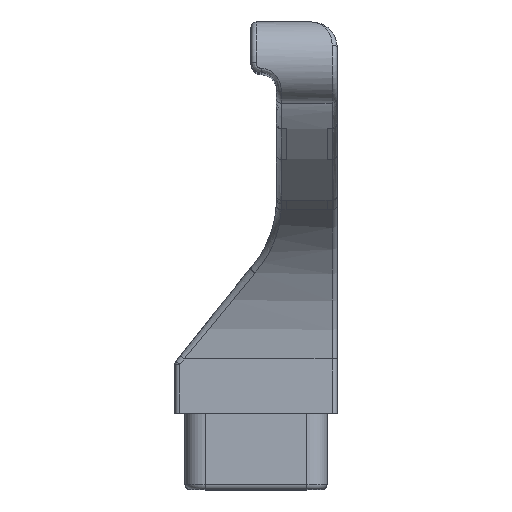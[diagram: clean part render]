
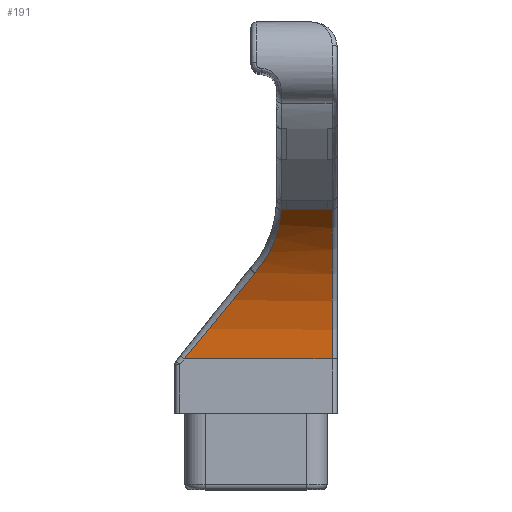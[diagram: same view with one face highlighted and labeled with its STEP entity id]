
A CAD part, top view. The second image highlights one B-rep face of the part: STEP entity #191.
In plain terms, the highlighted cylindrical face has radius 35 mm (diameter 70 mm), a partial arc.
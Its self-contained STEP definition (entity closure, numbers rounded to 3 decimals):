
#24 = CARTESIAN_POINT ( 'NONE',  ( -16.234, 27.661, -89.638 ) ) ;
#60 = LINE ( 'NONE', #6435, #2819 ) ;
#150 = AXIS2_PLACEMENT_3D ( 'NONE', #5263, #2074, #6466 ) ;
#191 = ADVANCED_FACE ( 'NONE', ( #5479 ), #1833, .F. ) ;
#424 = CARTESIAN_POINT ( 'NONE',  ( -1., 40.1, -78.051 ) ) ;
#554 = CARTESIAN_POINT ( 'NONE',  ( -14.716, 29.546, -88.52 ) ) ;
#592 = ORIENTED_EDGE ( 'NONE', *, *, #4626, .T. ) ;
#632 = VECTOR ( 'NONE', #5691, 1000. ) ;
#688 = CARTESIAN_POINT ( 'NONE',  ( -12.033, 34.816, -84.405 ) ) ;
#827 = CARTESIAN_POINT ( 'NONE',  ( -10.084, 40.1, -78.051 ) ) ;
#900 = LINE ( 'NONE', #3511, #632 ) ;
#980 = EDGE_CURVE ( 'NONE', #1603, #6607, #900, .T. ) ;
#1081 = CARTESIAN_POINT ( 'NONE',  ( -30.13, 10.739, -94. ) ) ;
#1092 = CARTESIAN_POINT ( 'NONE',  ( -1., 10.739, -94. ) ) ;
#1151 = DIRECTION ( 'NONE',  ( 1., 0., 0. ) ) ;
#1585 = CARTESIAN_POINT ( 'NONE',  ( -25.243, 16.69, -94. ) ) ;
#1588 = CARTESIAN_POINT ( 'NONE',  ( -11.072, 39.266, -79.336 ) ) ;
#1603 = VERTEX_POINT ( 'NONE', #4691 ) ;
#1729 = CARTESIAN_POINT ( 'NONE',  ( -11.453, 36.898, -82.265 ) ) ;
#1833 = CYLINDRICAL_SURFACE ( 'NONE', #3569, 35. ) ;
#1907 = EDGE_CURVE ( 'NONE', #3460, #6607, #2426, .T. ) ;
#2069 = CARTESIAN_POINT ( 'NONE',  ( -40., 40.1, -78.051 ) ) ;
#2074 = DIRECTION ( 'NONE',  ( 1., 0., 0. ) ) ;
#2100 = LINE ( 'NONE', #2069, #5084 ) ;
#2210 = EDGE_CURVE ( 'NONE', #1603, #5299, #4402, .T. ) ;
#2282 = DIRECTION ( 'NONE',  ( -1., 0., 0. ) ) ;
#2426 = LINE ( 'NONE', #4461, #3932 ) ;
#2541 = ORIENTED_EDGE ( 'NONE', *, *, #980, .F. ) ;
#2643 = ORIENTED_EDGE ( 'NONE', *, *, #1907, .T. ) ;
#2645 = VERTEX_POINT ( 'NONE', #424 ) ;
#2670 = CARTESIAN_POINT ( 'NONE',  ( -15.325, 28.718, -89.037 ) ) ;
#2699 = CARTESIAN_POINT ( 'NONE',  ( -16.234, 27.661, -89.638 ) ) ;
#2703 = CARTESIAN_POINT ( 'NONE',  ( -11.172, 38.359, -80.55 ) ) ;
#2755 = ORIENTED_EDGE ( 'NONE', *, *, #2210, .T. ) ;
#2801 = CARTESIAN_POINT ( 'NONE',  ( -12.126, 34.544, -84.661 ) ) ;
#2819 = VECTOR ( 'NONE', #1151, 1000. ) ;
#2937 = CARTESIAN_POINT ( 'NONE',  ( -30.13, 10.739, -94. ) ) ;
#3096 = ORIENTED_EDGE ( 'NONE', *, *, #4594, .T. ) ;
#3205 = CARTESIAN_POINT ( 'NONE',  ( -14.152, 30.383, -87.969 ) ) ;
#3396 = CARTESIAN_POINT ( 'NONE',  ( -2., 40.1, -78.051 ) ) ;
#3460 = VERTEX_POINT ( 'NONE', #3396 ) ;
#3491 = EDGE_LOOP ( 'NONE', ( #2755, #3096, #6347, #592, #5855, #2643, #2541 ) ) ;
#3511 = CARTESIAN_POINT ( 'NONE',  ( -40., 40.1, -78.051 ) ) ;
#3534 = VERTEX_POINT ( 'NONE', #2937 ) ;
#3569 = AXIS2_PLACEMENT_3D ( 'NONE', #4465, #5516, #6606 ) ;
#3723 = CARTESIAN_POINT ( 'NONE',  ( -13.148, 32.059, -86.791 ) ) ;
#3872 = CARTESIAN_POINT ( 'NONE',  ( -11.569, 36.395, -82.819 ) ) ;
#3887 = VERTEX_POINT ( 'NONE', #1092 ) ;
#3932 = VECTOR ( 'NONE', #2282, 1000. ) ;
#4123 =( BOUNDED_CURVE ( )  B_SPLINE_CURVE ( 3, ( #2699, #4807, #1585, #1081 ),
 .UNSPECIFIED., .F., .T. ) 
 B_SPLINE_CURVE_WITH_KNOTS ( ( 4, 4 ),
 ( 1.066, 1.571 ),
 .UNSPECIFIED. ) 
 CURVE ( )  GEOMETRIC_REPRESENTATION_ITEM ( )  RATIONAL_B_SPLINE_CURVE ( ( 1., 0.979, 0.979, 1. ) ) 
 REPRESENTATION_ITEM ( '' )  );
#4402 = B_SPLINE_CURVE_WITH_KNOTS ( 'NONE', 3,
 ( #6529, #1588, #2703, #1729, #3872, #6021, #4846, #688, #2801, #6913, #3723, #5880, #3205, #5343, #554, #2670, #4809, #24 ),
 .UNSPECIFIED., .F., .F.,
 ( 4, 2, 2, 2, 2, 2, 2, 2, 4 ),
 ( 0., 0.005, 0.007, 0.008, 0.009, 0.014, 0.015, 0.016, 0.018 ),
 .UNSPECIFIED. ) ;
#4461 = CARTESIAN_POINT ( 'NONE',  ( 3., 40.1, -78.051 ) ) ;
#4465 = CARTESIAN_POINT ( 'NONE',  ( -40., 10.739, -59. ) ) ;
#4594 = EDGE_CURVE ( 'NONE', #5299, #3534, #4123, .T. ) ;
#4626 = EDGE_CURVE ( 'NONE', #3887, #2645, #5283, .T. ) ;
#4691 = CARTESIAN_POINT ( 'NONE',  ( -11.028, 40.1, -78.051 ) ) ;
#4695 = EDGE_CURVE ( 'NONE', #3534, #3887, #60, .T. ) ;
#4807 = CARTESIAN_POINT ( 'NONE',  ( -20.511, 22.452, -92.515 ) ) ;
#4809 = CARTESIAN_POINT ( 'NONE',  ( -15.763, 28.18, -89.351 ) ) ;
#4846 = CARTESIAN_POINT ( 'NONE',  ( -11.862, 35.352, -83.887 ) ) ;
#5061 = EDGE_CURVE ( 'NONE', #3460, #2645, #2100, .T. ) ;
#5084 = VECTOR ( 'NONE', #6462, 1000. ) ;
#5263 = CARTESIAN_POINT ( 'NONE',  ( -1., 10.739, -59. ) ) ;
#5283 = CIRCLE ( 'NONE', #150, 35. ) ;
#5299 = VERTEX_POINT ( 'NONE', #6151 ) ;
#5343 = CARTESIAN_POINT ( 'NONE',  ( -14.521, 29.825, -88.34 ) ) ;
#5479 = FACE_OUTER_BOUND ( 'NONE', #3491, .T. ) ;
#5516 = DIRECTION ( 'NONE',  ( 1., 0., 0. ) ) ;
#5691 = DIRECTION ( 'NONE',  ( 1., 0., 0. ) ) ;
#5855 = ORIENTED_EDGE ( 'NONE', *, *, #5061, .F. ) ;
#5880 = CARTESIAN_POINT ( 'NONE',  ( -13.977, 30.663, -87.778 ) ) ;
#6021 = CARTESIAN_POINT ( 'NONE',  ( -11.784, 35.615, -83.624 ) ) ;
#6151 = CARTESIAN_POINT ( 'NONE',  ( -16.234, 27.661, -89.638 ) ) ;
#6347 = ORIENTED_EDGE ( 'NONE', *, *, #4695, .T. ) ;
#6435 = CARTESIAN_POINT ( 'NONE',  ( -40., 10.739, -94. ) ) ;
#6462 = DIRECTION ( 'NONE',  ( 1., 0., 0. ) ) ;
#6466 = DIRECTION ( 'NONE',  ( 0., 0., -1. ) ) ;
#6529 = CARTESIAN_POINT ( 'NONE',  ( -11.028, 40.1, -78.051 ) ) ;
#6606 = DIRECTION ( 'NONE',  ( 0., 0., -1. ) ) ;
#6607 = VERTEX_POINT ( 'NONE', #827 ) ;
#6913 = CARTESIAN_POINT ( 'NONE',  ( -12.63, 33.176, -85.903 ) ) ;
